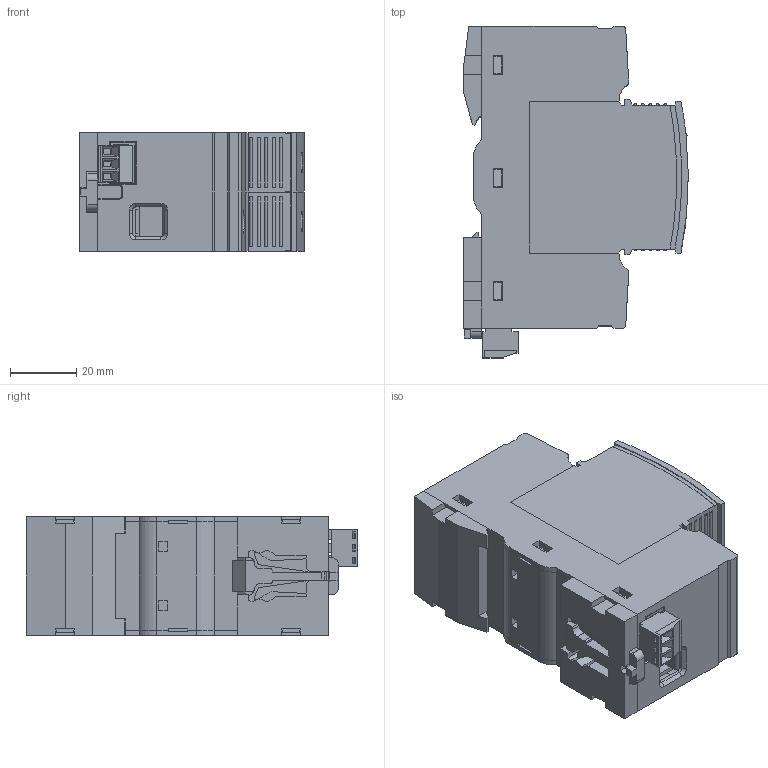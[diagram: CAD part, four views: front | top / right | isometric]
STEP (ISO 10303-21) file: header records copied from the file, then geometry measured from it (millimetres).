
FILE_DESCRIPTION (( 'STEP AP203' ), '1' );
FILE_NAME ('opv-b(c-d)2.ÃÌ Îãðàíè÷èòåëü èìïóëüñíûõ íàïðÿæåíèé ñ ñèãíàëèçàöèåé EKF PROxima.STEP', '2025-03-12T12:22:55', ( '' ), ( '' ), 'SwSTEP 2.0', 'SolidWorks 2021', '' );
FILE_SCHEMA (( 'CONFIG_CONTROL_DESIGN' ));
Length unit declared in the file: millimetre
Products named in the file (1): opv-b(c-d)2.ÃÌ Îãðàíè÷èòåëü èìïóëüñíûõ íàïðÿæåíèé ñ ñèãíàëèçàöèåé EKF PROxima
Bounding box: 68 x 100.5 x 36 mm (x, y, z)
Volume: 175201 mm3; surface area: 56388.2 mm2
Topology: 42 solids, 42 shells, 1751 faces, 4421 edges, 2842 vertices
Faces by surface type: plane 1308, cylinder 353, cone 53, torus 37
Entity records: 52231 total; most frequent: CARTESIAN_POINT 9615, ORIENTED_EDGE 8842, DIRECTION 8626, EDGE_CURVE 4421, LINE 3464, VECTOR 3464, VERTEX_POINT 2842, AXIS2_PLACEMENT_3D 2581
